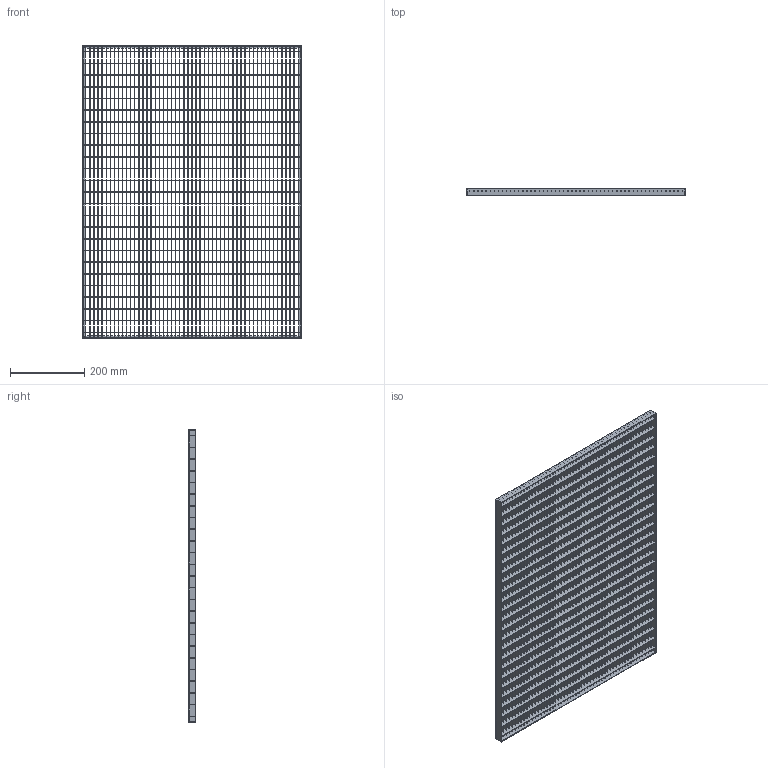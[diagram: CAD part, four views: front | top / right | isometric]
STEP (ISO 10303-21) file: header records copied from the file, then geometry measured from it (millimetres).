
FILE_DESCRIPTION (( 'STEP AP203' ), '1' );
FILE_NAME ('23-59793120-7.step', '2015-08-26T23:10:14', ( '' ), ( '' ), 'SwSTEP 2.0', 'SolidWorks 2015', '' );
FILE_SCHEMA (( 'CONFIG_CONTROL_DESIGN' ));
Length unit declared in the file: millimetre
Products named in the file (1): 23-59793120-7
Bounding box: 590 x 20 x 790 mm (x, y, z)
Volume: 976753 mm3; surface area: 1621357 mm2
Topology: 1 solids, 1 shells, 4566 faces, 17816 edges, 11872 vertices
Faces by surface type: plane 4566
Entity records: 187930 total; most frequent: ORIENTED_EDGE 35632, CARTESIAN_POINT 34270, DIRECTION 26945, EDGE_CURVE 17816, LINE 17811, VECTOR 17811, VERTEX_POINT 11872, EDGE_LOOP 5994
